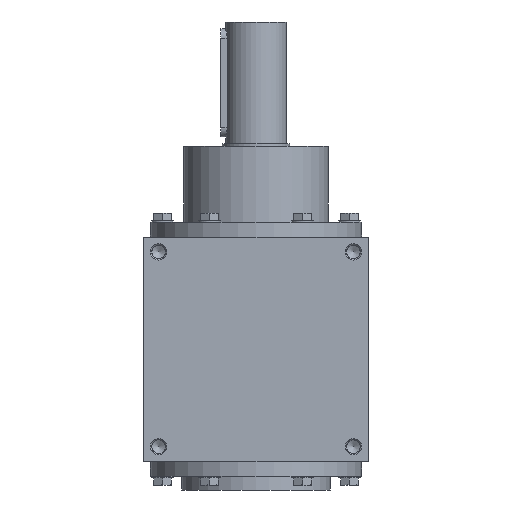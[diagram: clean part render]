
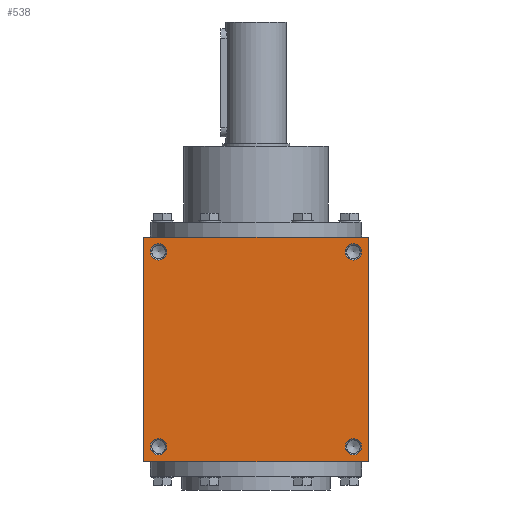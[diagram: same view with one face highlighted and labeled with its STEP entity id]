
A CAD part, left-side view. The second image highlights one B-rep face of the part: STEP entity #538.
In plain terms, the highlighted face is planar.
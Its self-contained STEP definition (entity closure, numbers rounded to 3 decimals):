
#538 = ADVANCED_FACE( '', ( #1086, #1087, #1088, #1089, #1090 ), #1091, .F. );
#1086 = FACE_BOUND( '', #1819, .T. );
#1087 = FACE_BOUND( '', #1820, .T. );
#1088 = FACE_BOUND( '', #1821, .T. );
#1089 = FACE_BOUND( '', #1822, .T. );
#1090 = FACE_OUTER_BOUND( '', #1823, .T. );
#1091 = PLANE( '', #1824 );
#1819 = EDGE_LOOP( '', ( #2713 ) );
#1820 = EDGE_LOOP( '', ( #2714 ) );
#1821 = EDGE_LOOP( '', ( #2715 ) );
#1822 = EDGE_LOOP( '', ( #2716 ) );
#1823 = EDGE_LOOP( '', ( #2717, #2718, #2719, #2720 ) );
#1824 = AXIS2_PLACEMENT_3D( '', #2721, #2722, #2723 );
#2713 = ORIENTED_EDGE( '', *, *, #3937, .F. );
#2714 = ORIENTED_EDGE( '', *, *, #3938, .T. );
#2715 = ORIENTED_EDGE( '', *, *, #3939, .F. );
#2716 = ORIENTED_EDGE( '', *, *, #3940, .T. );
#2717 = ORIENTED_EDGE( '', *, *, #3901, .F. );
#2718 = ORIENTED_EDGE( '', *, *, #3927, .F. );
#2719 = ORIENTED_EDGE( '', *, *, #3941, .F. );
#2720 = ORIENTED_EDGE( '', *, *, #3942, .F. );
#2721 = CARTESIAN_POINT( '', ( 0., 0., -83. ) );
#2722 = DIRECTION( '', ( 0., 0., 1. ) );
#2723 = DIRECTION( '', ( 1., 0., 0. ) );
#3901 = EDGE_CURVE( '', #4523, #4524, #4525, .T. );
#3927 = EDGE_CURVE( '', #4567, #4523, #4568, .T. );
#3937 = EDGE_CURVE( '', #4580, #4580, #4581, .T. );
#3938 = EDGE_CURVE( '', #4582, #4582, #4583, .T. );
#3939 = EDGE_CURVE( '', #4584, #4584, #4585, .T. );
#3940 = EDGE_CURVE( '', #4586, #4586, #4587, .T. );
#3941 = EDGE_CURVE( '', #4588, #4567, #4589, .T. );
#3942 = EDGE_CURVE( '', #4524, #4588, #4590, .T. );
#4523 = VERTEX_POINT( '', #5343 );
#4524 = VERTEX_POINT( '', #5344 );
#4525 = LINE( '', #5345, #5346 );
#4567 = VERTEX_POINT( '', #5391 );
#4568 = LINE( '', #5392, #5393 );
#4580 = VERTEX_POINT( '', #5419 );
#4581 = CIRCLE( '', #5420, 6. );
#4582 = VERTEX_POINT( '', #5421 );
#4583 = CIRCLE( '', #5422, 6. );
#4584 = VERTEX_POINT( '', #5423 );
#4585 = CIRCLE( '', #5424, 6. );
#4586 = VERTEX_POINT( '', #5425 );
#4587 = CIRCLE( '', #5426, 6. );
#4588 = VERTEX_POINT( '', #5427 );
#4589 = LINE( '', #5428, #5429 );
#4590 = LINE( '', #5430, #5431 );
#5343 = CARTESIAN_POINT( '', ( -83., 83., -83. ) );
#5344 = CARTESIAN_POINT( '', ( -83., -83., -83. ) );
#5345 = CARTESIAN_POINT( '', ( -83., 83., -83. ) );
#5346 = VECTOR( '', #6314, 1000. );
#5391 = CARTESIAN_POINT( '', ( 83., 83., -83. ) );
#5392 = CARTESIAN_POINT( '', ( 83., 83., -83. ) );
#5393 = VECTOR( '', #6369, 1000. );
#5419 = CARTESIAN_POINT( '', ( -78., 72., -83. ) );
#5420 = AXIS2_PLACEMENT_3D( '', #6378, #6379, #6380 );
#5421 = CARTESIAN_POINT( '', ( 78., 72., -83. ) );
#5422 = AXIS2_PLACEMENT_3D( '', #6381, #6382, #6383 );
#5423 = CARTESIAN_POINT( '', ( -78., -72., -83. ) );
#5424 = AXIS2_PLACEMENT_3D( '', #6384, #6385, #6386 );
#5425 = CARTESIAN_POINT( '', ( 78., -72., -83. ) );
#5426 = AXIS2_PLACEMENT_3D( '', #6387, #6388, #6389 );
#5427 = CARTESIAN_POINT( '', ( 83., -83., -83. ) );
#5428 = CARTESIAN_POINT( '', ( 83., -83., -83. ) );
#5429 = VECTOR( '', #6390, 1000. );
#5430 = CARTESIAN_POINT( '', ( -83., -83., -83. ) );
#5431 = VECTOR( '', #6391, 1000. );
#6314 = DIRECTION( '', ( 0., -1., 0. ) );
#6369 = DIRECTION( '', ( -1., 0., 0. ) );
#6378 = CARTESIAN_POINT( '', ( -72., 72., -83. ) );
#6379 = DIRECTION( '', ( 0., 0., -1. ) );
#6380 = DIRECTION( '', ( -1., 0., 0. ) );
#6381 = CARTESIAN_POINT( '', ( 72., 72., -83. ) );
#6382 = DIRECTION( '', ( 0., 0., 1. ) );
#6383 = DIRECTION( '', ( 1., 0., 0. ) );
#6384 = CARTESIAN_POINT( '', ( -72., -72., -83. ) );
#6385 = DIRECTION( '', ( 0., 0., -1. ) );
#6386 = DIRECTION( '', ( -1., 0., 0. ) );
#6387 = CARTESIAN_POINT( '', ( 72., -72., -83. ) );
#6388 = DIRECTION( '', ( 0., 0., 1. ) );
#6389 = DIRECTION( '', ( 1., 0., 0. ) );
#6390 = DIRECTION( '', ( 0., 1., 0. ) );
#6391 = DIRECTION( '', ( 1., 0., 0. ) );
